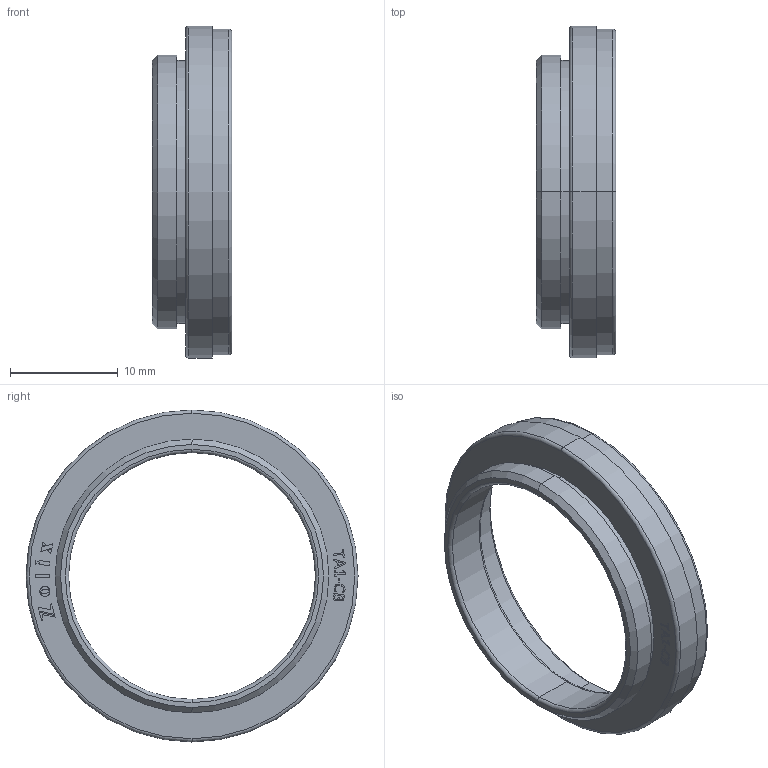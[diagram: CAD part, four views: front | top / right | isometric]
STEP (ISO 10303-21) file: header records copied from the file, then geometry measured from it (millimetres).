
FILE_DESCRIPTION (( 'STEP AP203' ), '1' );
FILE_NAME ('TA1-CB.STEP', '2025-10-15T08:39:08', ( '' ), ( '' ), 'SwSTEP 2.0', 'SolidWorks 2020', '' );
FILE_SCHEMA (( 'CONFIG_CONTROL_DESIGN' ));
Length unit declared in the file: millimetre
Products named in the file (1): TA1-CB
Bounding box: 7.4 x 30.8 x 30.8 mm (x, y, z)
Volume: 1150.6 mm3; surface area: 1967.4 mm2
Topology: 1 solids, 1 shells, 280 faces, 750 edges, 496 vertices
Faces by surface type: plane 205, bspline 49, cylinder 14, torus 8, cone 4
Entity records: 10009 total; most frequent: CARTESIAN_POINT 3920, ORIENTED_EDGE 1500, DIRECTION 810, EDGE_CURVE 750, VERTEX_POINT 496, B_SPLINE_CURVE_WITH_KNOTS 452, EDGE_LOOP 306, AXIS2_PLACEMENT_3D 280
